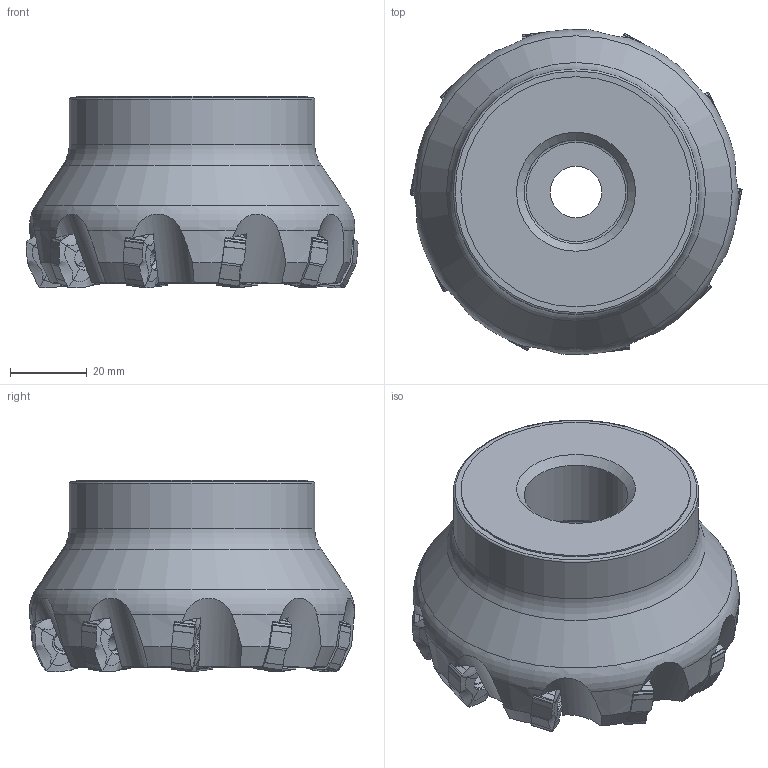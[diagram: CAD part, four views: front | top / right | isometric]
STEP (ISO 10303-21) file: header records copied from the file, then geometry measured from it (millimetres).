
FILE_DESCRIPTION(/* description */ (''),/* implementation_level */ '2;1');
FILE_NAME(/* name */ '1551768988792.stp',/* time_stamp */ '2019-03-05T12:26:57+06:00',/* author */ (''),/* organization */ ('SMS'),/* preprocessor_version */ 'ST-DEVELOPER v15',/* originating_system */ 'SIEMENS PLM Software NX 8.5',/* authorisation */ '');
FILE_SCHEMA (('AUTOMOTIVE_DESIGN { 1 0 10303 214 3 1 1 1 }'));
Length unit declared in the file: millimetre
Products named in the file (4): ASSEMBLY_CONSTRUCTION; 202052870mod000_00; 202166593mod000_00; 202166588mod000_00
Assembly tree (12 placements, depth 2):
  202166588mod000_00
    202166593mod000_00
    202052870mod000_00  x10
    ASSEMBLY_CONSTRUCTION
Bounding box: 86.54 x 84.76 x 49.99 mm (x, y, z)
Volume: 173365 mm3; surface area: 32585.4 mm2
Topology: 11 solids, 11 shells, 721 faces, 2222 edges, 1562 vertices
Faces by surface type: plane 335, cylinder 246, cone 53, bspline 40, torus 37, revolution 10
Full cylindrical faces by diameter (mm): 4.6 x10, 13.5 x1, 20 x1, 27.011 x1, 27.5 x1, 60 x1, 64 x1
Entity records: 11527 total; most frequent: CARTESIAN_POINT 5735, ORIENTED_EDGE 1214, DIRECTION 1072, EDGE_CURVE 607, AXIS2_PLACEMENT_3D 424, VERTEX_POINT 419, EDGE_LOOP 246, ADVANCED_FACE 217
